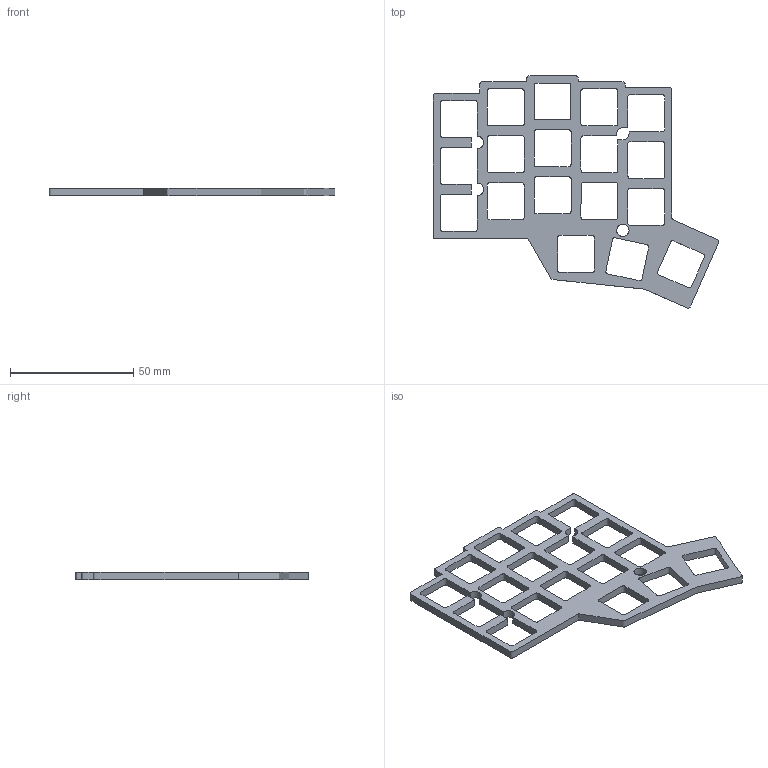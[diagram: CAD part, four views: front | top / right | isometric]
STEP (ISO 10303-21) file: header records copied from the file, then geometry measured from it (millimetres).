
FILE_DESCRIPTION(/* description */ (''),/* implementation_level */ '2;1');
FILE_NAME(/* name */ 'TPU Sound Dampener',/* time_stamp */ '2025-02-16T21:06:56+13:00',/* author */ (''),/* organization */ (''),/* preprocessor_version */ 'ST-DEVELOPER v16.5',/* originating_system */ 'Rhino 7.37',/* authorisation */ '');
FILE_SCHEMA (('AUTOMOTIVE_DESIGN_CC2'));
Length unit declared in the file: millimetre
Products named in the file (1): Document
Bounding box: 116.11 x 94.41 x 3.15 mm (x, y, z)
Volume: 11859.1 mm3; surface area: 11614.8 mm2
Topology: 1 solids, 1 shells, 33 faces, 93 edges, 62 vertices
Faces by surface type: bspline 27, plane 5, cylinder 1
Full cylindrical faces by diameter (mm): 5 x1
Entity records: 5876 total; most frequent: CARTESIAN_POINT 5274, ORIENTED_EDGE 186, EDGE_CURVE 93, EDGE_LOOP 65, VERTEX_POINT 62, B_SPLINE_CURVE_WITH_KNOTS 42, ADVANCED_FACE 33, FACE_OUTER_BOUND 33
